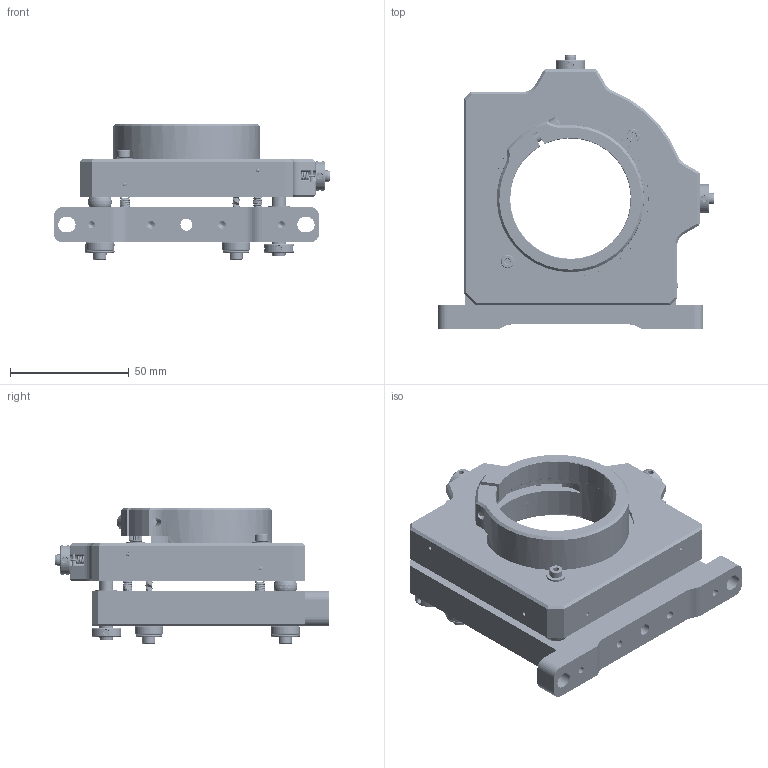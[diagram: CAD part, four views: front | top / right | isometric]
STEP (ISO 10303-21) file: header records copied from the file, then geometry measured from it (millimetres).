
FILE_DESCRIPTION(/* description */ (''),/* implementation_level */ '2;1');
FILE_NAME(/* name */ 'KMOUNTv1.1.step',/* time_stamp */ '2023-03-03T10:11:25+02:00',/* author */ (''),/* organization */ (''),/* preprocessor_version */ 'ST-DEVELOPER v19.2',/* originating_system */ 'Autodesk Translation Framework v11.17.0.187',/* authorisation */ '');
FILE_SCHEMA (('AUTOMOTIVE_DESIGN { 1 0 10303 214 3 1 1 }'));
Products named in the file (37): KMOUNTv1.1; KM-004-01; KM-002-01; Saphire; Saphire(Mirror); Micro thread (1); Micro lock (1); Micro thread (2); Insert (2); Micro lock (2); KM-001-01; justiravimo varžtas; justiravimo varžtas_1; Insert; Micro thread; Micro lock; sfera; Poverzle II SØ7; Poverzle II SØ7_1; KM-006-01; M3 (2); KM-005-01; pin; pin_1; Spring (8); Spring (9); M3; M4; Spyruoklės/ jų tvirtinimo varžt
ai; Spring (1); Spring (2); Spring (4); Spring ; Spring (7);  Pin;  Washer; m3_1
Assembly tree (57 placements, depth 4):
  KMOUNTv1.1
    KM-004-01
      Saphire  x2
      KM-002-01
      Saphire(Mirror)  x2
      Micro thread (1)
      Micro lock (1)
      Micro thread (2)
      Insert (2)
      Micro lock (2)
    KM-001-01
      justiravimo varžtas
        Insert
        Micro thread
        Micro lock
      justiravimo varžtas_1
        Insert
        Micro thread
        Micro lock
      sfera
      Poverzle II SØ7
        KM-006-01
        M3 (2)
      Poverzle II SØ7_1
        KM-006-01
        M3 (2)
    KM-005-01
      pin
        Spring (8)
        Spring (9)
      pin_1
        Spring (8)
        Spring (9)
      M3  x2
       Washer  x2
      M4
    Spyruoklės/ jų tvirtinimo varžt
ai
      Spring (1)
      Spring (2)
       Pin  x8
      Spring (4)
      Spring 
      Spring (7)
     Pin  x2
     Washer
    m3_1
Bounding box: 116.69 x 115.69 x 57.43 mm (x, y, z)
Volume: 153766.9 mm3; surface area: 66843.7 mm2
Topology: 64 solids, 76 shells, 2131 faces, 5005 edges, 3241 vertices
Faces by surface type: plane 1181, cylinder 548, cone 182, bspline 116, torus 75, sphere 29
Full cylindrical faces by diameter (mm): 0.665 x16, 0.792 x6, 0.855 x8, 1.5 x14, 1.6 x10, 2.286 x16, 2.35 x98, 2.529 x4, 3 x103, 3.188 x2, 3.2 x3, 3.332 x3, 3.5 x2, 4 x1, 4.5 x1, 4.763 x5, 4.775 x2, 5 x2, 5.035 x1, 5.5 x5, 5.982 x2, 6.118 x4, 6.845 x1, 7 x11, 7.35 x2, 7.353 x1, 8 x4, 8.115 x2, 8.255 x1, 8.62 x2
Entity records: 92953 total; most frequent: CARTESIAN_POINT 58957, DIRECTION 6895, ORIENTED_EDGE 6758, EDGE_CURVE 3379, AXIS2_PLACEMENT_3D 2589, VERTEX_POINT 2202, LINE 1717, VECTOR 1717
